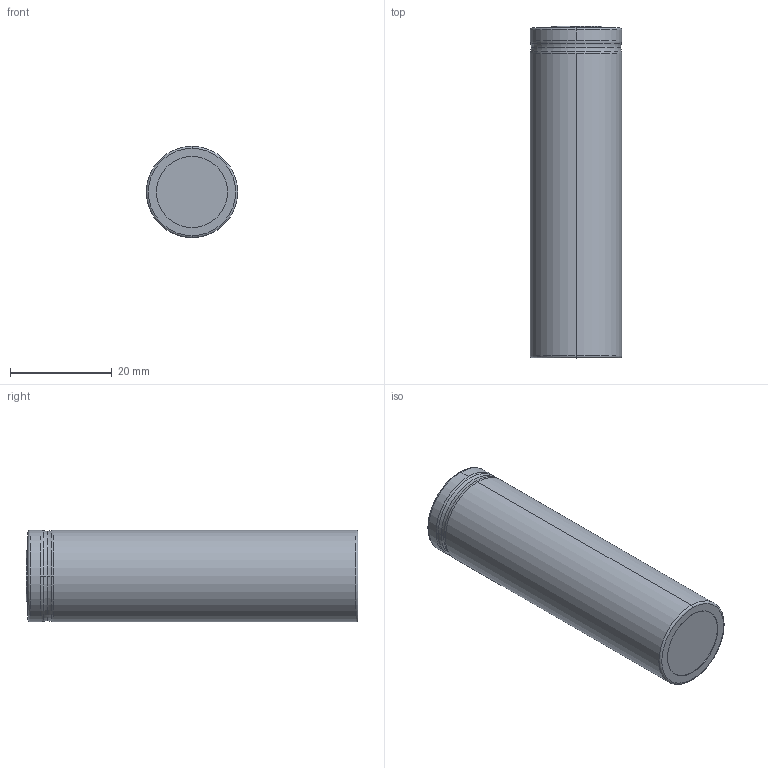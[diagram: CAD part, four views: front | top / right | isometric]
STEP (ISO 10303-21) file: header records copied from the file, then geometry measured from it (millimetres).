
FILE_DESCRIPTION (( 'STEP AP203' ), '1' );
FILE_NAME ('18650_Generic.STEP', '2019-02-05T10:30:22', ( '' ), ( '' ), 'SwSTEP 2.0', 'SolidWorks 2018', '' );
FILE_SCHEMA (( 'CONFIG_CONTROL_DESIGN' ));
Length unit declared in the file: millimetre
Products named in the file (1): 18650_Generic
Bounding box: 18 x 65.38 x 18 mm (x, y, z)
Volume: 16432 mm3; surface area: 4386.7 mm2
Topology: 1 solids, 1 shells, 59 faces, 149 edges, 94 vertices
Faces by surface type: cylinder 28, torus 18, plane 13
Entity records: 1934 total; most frequent: CARTESIAN_POINT 361, DIRECTION 353, ORIENTED_EDGE 298, AXIS2_PLACEMENT_3D 152, EDGE_CURVE 149, VERTEX_POINT 94, CIRCLE 92, EDGE_LOOP 65
